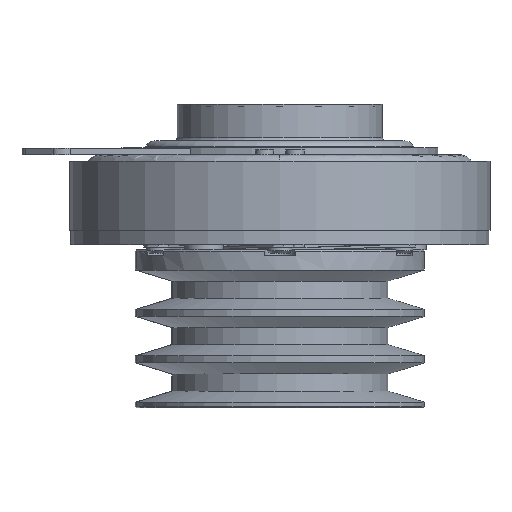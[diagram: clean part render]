
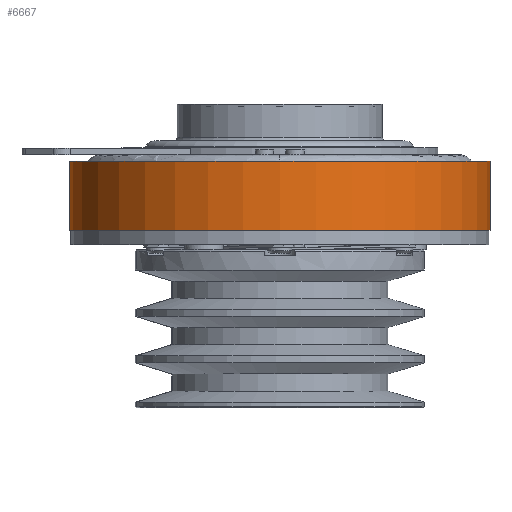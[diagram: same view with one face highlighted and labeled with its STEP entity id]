
A CAD part, front view. The second image highlights one B-rep face of the part: STEP entity #6667.
In plain terms, the highlighted cylindrical face has radius 86.5 mm (diameter 173 mm), a partial arc.
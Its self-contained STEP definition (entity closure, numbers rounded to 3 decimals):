
#44 = DIRECTION ( 'NONE',  ( 1., 0., 0. ) ) ;
#402 = DIRECTION ( 'NONE',  ( -1., 0., 0. ) ) ;
#567 = CARTESIAN_POINT ( 'NONE',  ( -86.5, 0., -31.1 ) ) ;
#1356 = AXIS2_PLACEMENT_3D ( 'NONE', #20535, #11217, #44 ) ;
#2476 = EDGE_CURVE ( 'NONE', #22944, #4223, #4385, .T. ) ;
#3837 = ORIENTED_EDGE ( 'NONE', *, *, #8448, .T. ) ;
#4223 = VERTEX_POINT ( 'NONE', #14417 ) ;
#4385 = LINE ( 'NONE', #8765, #14912 ) ;
#5287 = EDGE_CURVE ( 'NONE', #22944, #11068, #6068, .T. ) ;
#6068 = CIRCLE ( 'NONE', #10787, 86.5 ) ;
#6246 = ORIENTED_EDGE ( 'NONE', *, *, #11928, .F. ) ;
#6667 = ADVANCED_FACE ( 'NONE', ( #9326 ), #10757, .T. ) ;
#7777 = VERTEX_POINT ( 'NONE', #20073 ) ;
#8448 = EDGE_CURVE ( 'NONE', #4223, #7777, #9869, .T. ) ;
#8765 = CARTESIAN_POINT ( 'NONE',  ( 86.5, 0., 9.99 ) ) ;
#9326 = FACE_OUTER_BOUND ( 'NONE', #12245, .T. ) ;
#9869 = CIRCLE ( 'NONE', #15414, 86.5 ) ;
#10186 = CARTESIAN_POINT ( 'NONE',  ( 86.5, 0., -31.1 ) ) ;
#10757 = CYLINDRICAL_SURFACE ( 'NONE', #1356, 86.5 ) ;
#10787 = AXIS2_PLACEMENT_3D ( 'NONE', #22025, #10824, #23914 ) ;
#10824 = DIRECTION ( 'NONE',  ( 0., 0., -1. ) ) ;
#11068 = VERTEX_POINT ( 'NONE', #567 ) ;
#11217 = DIRECTION ( 'NONE',  ( 0., 0., 1. ) ) ;
#11551 = ORIENTED_EDGE ( 'NONE', *, *, #2476, .T. ) ;
#11574 = DIRECTION ( 'NONE',  ( 0., 0., -1. ) ) ;
#11685 = LINE ( 'NONE', #23727, #17208 ) ;
#11928 = EDGE_CURVE ( 'NONE', #11068, #7777, #11685, .T. ) ;
#12245 = EDGE_LOOP ( 'NONE', ( #6246, #22292, #11551, #3837 ) ) ;
#14417 = CARTESIAN_POINT ( 'NONE',  ( 86.5, 0., -2.6 ) ) ;
#14912 = VECTOR ( 'NONE', #19965, 1000. ) ;
#15414 = AXIS2_PLACEMENT_3D ( 'NONE', #22790, #11574, #402 ) ;
#17208 = VECTOR ( 'NONE', #18138, 1000. ) ;
#18138 = DIRECTION ( 'NONE',  ( 0., 0., 1. ) ) ;
#19965 = DIRECTION ( 'NONE',  ( 0., 0., 1. ) ) ;
#20073 = CARTESIAN_POINT ( 'NONE',  ( -86.5, 0., -2.6 ) ) ;
#20535 = CARTESIAN_POINT ( 'NONE',  ( 0., 0., 9.99 ) ) ;
#22025 = CARTESIAN_POINT ( 'NONE',  ( 0., 0., -31.1 ) ) ;
#22292 = ORIENTED_EDGE ( 'NONE', *, *, #5287, .F. ) ;
#22790 = CARTESIAN_POINT ( 'NONE',  ( 0., 0., -2.6 ) ) ;
#22944 = VERTEX_POINT ( 'NONE', #10186 ) ;
#23727 = CARTESIAN_POINT ( 'NONE',  ( -86.5, 0., 9.99 ) ) ;
#23914 = DIRECTION ( 'NONE',  ( -1., 0., 0. ) ) ;
